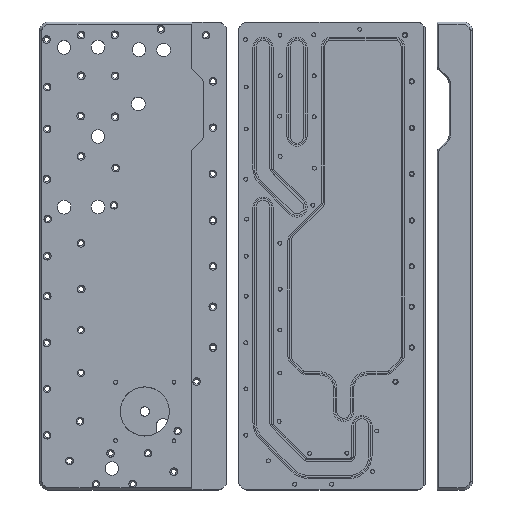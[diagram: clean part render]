
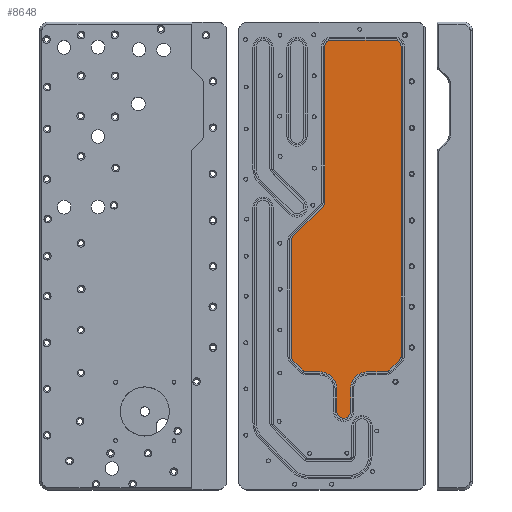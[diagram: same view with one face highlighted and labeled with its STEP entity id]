
A CAD part, top view. The second image highlights one B-rep face of the part: STEP entity #8648.
In plain terms, the highlighted planar face has unit normal (0, 0, 1).
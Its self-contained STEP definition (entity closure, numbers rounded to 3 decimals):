
#707=FACE_OUTER_BOUND('',#1244,.T.);
#1244=EDGE_LOOP('',(#6850,#6851,#6852,#6853,#6854,#6855,#6856,#6857,#6858,
#6859,#6860,#6861,#6862,#6863,#6864,#6865,#6866,#6867,#6868,#6869,#6870,
#6871));
#1772=LINE('',#13532,#2417);
#1779=LINE('',#13550,#2424);
#1781=LINE('',#13553,#2426);
#1911=LINE('',#14179,#2556);
#1914=LINE('',#14187,#2559);
#1917=LINE('',#14195,#2562);
#1918=LINE('',#14199,#2563);
#1919=LINE('',#14203,#2564);
#1920=LINE('',#14207,#2565);
#1921=LINE('',#14210,#2566);
#1922=LINE('',#14214,#2567);
#2417=VECTOR('',#10660,10.);
#2424=VECTOR('',#10675,10.);
#2426=VECTOR('',#10679,10.);
#2556=VECTOR('',#11419,10.);
#2559=VECTOR('',#11428,10.);
#2562=VECTOR('',#11437,10.);
#2563=VECTOR('',#11440,10.);
#2564=VECTOR('',#11443,10.);
#2565=VECTOR('',#11446,10.);
#2566=VECTOR('',#11449,10.);
#2567=VECTOR('',#11452,10.);
#3026=CIRCLE('',#9131,5.);
#3027=CIRCLE('',#9134,5.);
#3182=CIRCLE('',#9441,5.);
#3183=CIRCLE('',#9444,5.);
#3184=CIRCLE('',#9447,5.);
#3185=CIRCLE('',#9449,5.);
#3186=CIRCLE('',#9450,14.5);
#3187=CIRCLE('',#9451,5.9);
#3188=CIRCLE('',#9452,14.5);
#3189=CIRCLE('',#9453,5.);
#3190=CIRCLE('',#9454,5.);
#3758=VERTEX_POINT('',#13525);
#3759=VERTEX_POINT('',#13527);
#3760=VERTEX_POINT('',#13531);
#3762=VERTEX_POINT('',#13537);
#3763=VERTEX_POINT('',#13538);
#3767=VERTEX_POINT('',#13548);
#3956=VERTEX_POINT('',#14172);
#3957=VERTEX_POINT('',#14173);
#3958=VERTEX_POINT('',#14178);
#3959=VERTEX_POINT('',#14182);
#3960=VERTEX_POINT('',#14186);
#3961=VERTEX_POINT('',#14190);
#3962=VERTEX_POINT('',#14194);
#3963=VERTEX_POINT('',#14196);
#3964=VERTEX_POINT('',#14198);
#3965=VERTEX_POINT('',#14200);
#3966=VERTEX_POINT('',#14202);
#3967=VERTEX_POINT('',#14204);
#3968=VERTEX_POINT('',#14206);
#3969=VERTEX_POINT('',#14209);
#3970=VERTEX_POINT('',#14211);
#3971=VERTEX_POINT('',#14213);
#4709=EDGE_CURVE('',#3758,#3759,#3026,.F.);
#4711=EDGE_CURVE('',#3759,#3760,#1772,.T.);
#4714=EDGE_CURVE('',#3762,#3763,#3027,.T.);
#4720=EDGE_CURVE('',#3767,#3763,#1779,.T.);
#4722=EDGE_CURVE('',#3762,#3758,#1781,.T.);
#5003=EDGE_CURVE('',#3956,#3957,#3182,.T.);
#5006=EDGE_CURVE('',#3958,#3956,#1911,.T.);
#5008=EDGE_CURVE('',#3959,#3958,#3183,.T.);
#5010=EDGE_CURVE('',#3959,#3960,#1914,.T.);
#5012=EDGE_CURVE('',#3767,#3961,#3184,.T.);
#5014=EDGE_CURVE('',#3961,#3962,#1917,.T.);
#5015=EDGE_CURVE('',#3962,#3963,#3185,.T.);
#5016=EDGE_CURVE('',#3964,#3963,#1918,.T.);
#5017=EDGE_CURVE('',#3965,#3964,#3186,.F.);
#5018=EDGE_CURVE('',#3966,#3965,#1919,.T.);
#5019=EDGE_CURVE('',#3967,#3966,#3187,.T.);
#5020=EDGE_CURVE('',#3968,#3967,#1920,.T.);
#5021=EDGE_CURVE('',#3960,#3968,#3188,.F.);
#5022=EDGE_CURVE('',#3969,#3957,#1921,.T.);
#5023=EDGE_CURVE('',#3969,#3970,#3189,.T.);
#5024=EDGE_CURVE('',#3971,#3970,#1922,.T.);
#5025=EDGE_CURVE('',#3971,#3760,#3190,.T.);
#6850=ORIENTED_EDGE('',*,*,#4714,.T.);
#6851=ORIENTED_EDGE('',*,*,#4720,.F.);
#6852=ORIENTED_EDGE('',*,*,#5012,.T.);
#6853=ORIENTED_EDGE('',*,*,#5014,.T.);
#6854=ORIENTED_EDGE('',*,*,#5015,.T.);
#6855=ORIENTED_EDGE('',*,*,#5016,.F.);
#6856=ORIENTED_EDGE('',*,*,#5017,.F.);
#6857=ORIENTED_EDGE('',*,*,#5018,.F.);
#6858=ORIENTED_EDGE('',*,*,#5019,.F.);
#6859=ORIENTED_EDGE('',*,*,#5020,.F.);
#6860=ORIENTED_EDGE('',*,*,#5021,.F.);
#6861=ORIENTED_EDGE('',*,*,#5010,.F.);
#6862=ORIENTED_EDGE('',*,*,#5008,.T.);
#6863=ORIENTED_EDGE('',*,*,#5006,.T.);
#6864=ORIENTED_EDGE('',*,*,#5003,.T.);
#6865=ORIENTED_EDGE('',*,*,#5022,.F.);
#6866=ORIENTED_EDGE('',*,*,#5023,.T.);
#6867=ORIENTED_EDGE('',*,*,#5024,.F.);
#6868=ORIENTED_EDGE('',*,*,#5025,.T.);
#6869=ORIENTED_EDGE('',*,*,#4711,.F.);
#6870=ORIENTED_EDGE('',*,*,#4709,.F.);
#6871=ORIENTED_EDGE('',*,*,#4722,.F.);
#8325=PLANE('',#9448);
#8648=ADVANCED_FACE('',(#707),#8325,.F.);
#9131=AXIS2_PLACEMENT_3D('',#13528,#10655,#10656);
#9134=AXIS2_PLACEMENT_3D('',#13539,#10665,#10666);
#9441=AXIS2_PLACEMENT_3D('',#14174,#11413,#11414);
#9444=AXIS2_PLACEMENT_3D('',#14183,#11423,#11424);
#9447=AXIS2_PLACEMENT_3D('',#14191,#11432,#11433);
#9448=AXIS2_PLACEMENT_3D('',#14193,#11435,#11436);
#9449=AXIS2_PLACEMENT_3D('',#14197,#11438,#11439);
#9450=AXIS2_PLACEMENT_3D('',#14201,#11441,#11442);
#9451=AXIS2_PLACEMENT_3D('',#14205,#11444,#11445);
#9452=AXIS2_PLACEMENT_3D('',#14208,#11447,#11448);
#9453=AXIS2_PLACEMENT_3D('',#14212,#11450,#11451);
#9454=AXIS2_PLACEMENT_3D('',#14215,#11453,#11454);
#10655=DIRECTION('center_axis',(0.,0.,-1.));
#10656=DIRECTION('ref_axis',(0.924,-0.383,0.));
#10660=DIRECTION('',(0.,1.,0.));
#10665=DIRECTION('center_axis',(0.,0.,1.));
#10666=DIRECTION('ref_axis',(-0.924,0.383,0.));
#10675=DIRECTION('',(0.,1.,0.));
#10679=DIRECTION('',(0.707,0.707,0.));
#11413=DIRECTION('center_axis',(0.,0.,1.));
#11414=DIRECTION('ref_axis',(0.924,-0.383,0.));
#11419=DIRECTION('',(0.708,0.706,0.));
#11423=DIRECTION('center_axis',(0.,0.,1.));
#11424=DIRECTION('ref_axis',(0.382,-0.924,0.));
#11428=DIRECTION('',(-1.,0.,0.));
#11432=DIRECTION('center_axis',(0.,0.,1.));
#11433=DIRECTION('ref_axis',(-0.924,-0.382,0.));
#11435=DIRECTION('center_axis',(0.,0.,-1.));
#11436=DIRECTION('ref_axis',(1.,0.,0.));
#11437=DIRECTION('',(0.706,-0.708,0.));
#11438=DIRECTION('center_axis',(0.,0.,1.));
#11439=DIRECTION('ref_axis',(-0.383,-0.924,0.));
#11440=DIRECTION('',(-1.,0.,0.));
#11441=DIRECTION('center_axis',(0.,0.,-1.));
#11442=DIRECTION('ref_axis',(0.707,0.707,0.));
#11443=DIRECTION('',(0.,1.,0.));
#11444=DIRECTION('center_axis',(0.,0.,-1.));
#11445=DIRECTION('ref_axis',(1.,0.,0.));
#11446=DIRECTION('',(0.,-1.,0.));
#11447=DIRECTION('center_axis',(0.,0.,-1.));
#11448=DIRECTION('ref_axis',(-0.707,0.707,0.));
#11449=DIRECTION('',(0.,-1.,0.));
#11450=DIRECTION('center_axis',(0.,0.,1.));
#11451=DIRECTION('ref_axis',(0.707,0.707,0.));
#11452=DIRECTION('',(1.,0.,0.));
#11453=DIRECTION('center_axis',(0.,0.,1.));
#11454=DIRECTION('ref_axis',(-0.707,0.707,0.));
#13525=CARTESIAN_POINT('',(-7.581,42.419,5.));
#13527=CARTESIAN_POINT('',(-6.117,45.954,5.));
#13528=CARTESIAN_POINT('Origin',(-11.117,45.954,5.));
#13531=CARTESIAN_POINT('',(-6.117,179.268,5.));
#13532=CARTESIAN_POINT('',(-6.117,71.917,5.));
#13537=CARTESIAN_POINT('',(-33.536,16.464,5.));
#13538=CARTESIAN_POINT('',(-35.,12.929,5.));
#13539=CARTESIAN_POINT('Origin',(-30.,12.929,5.));
#13548=CARTESIAN_POINT('',(-35.,-85.643,5.));
#13550=CARTESIAN_POINT('',(-35.,-98.945,5.));
#13553=CARTESIAN_POINT('',(-35.,15.,5.));
#14172=CARTESIAN_POINT('',(57.53,-89.175,5.));
#14173=CARTESIAN_POINT('',(59.,-85.634,5.));
#14174=CARTESIAN_POINT('Origin',(54.,-85.634,5.));
#14178=CARTESIAN_POINT('',(49.194,-97.486,5.));
#14179=CARTESIAN_POINT('',(38.25,-108.396,5.));
#14182=CARTESIAN_POINT('',(45.664,-98.945,5.));
#14183=CARTESIAN_POINT('Origin',(45.664,-93.945,5.));
#14186=CARTESIAN_POINT('',(30.324,-98.945,5.));
#14187=CARTESIAN_POINT('',(59.,-98.945,5.));
#14190=CARTESIAN_POINT('',(-33.541,-89.173,5.));
#14191=CARTESIAN_POINT('Origin',(-30.,-85.643,5.));
#14193=CARTESIAN_POINT('Origin',(9.924,-98.945,5.));
#14194=CARTESIAN_POINT('',(-25.265,-97.475,5.));
#14195=CARTESIAN_POINT('',(-20.994,-101.758,5.));
#14196=CARTESIAN_POINT('',(-21.724,-98.945,5.));
#14197=CARTESIAN_POINT('Origin',(-21.724,-93.945,5.));
#14198=CARTESIAN_POINT('',(-10.476,-98.945,5.));
#14199=CARTESIAN_POINT('',(4.024,-98.945,5.));
#14200=CARTESIAN_POINT('',(4.024,-113.445,5.));
#14201=CARTESIAN_POINT('Origin',(-10.476,-113.445,5.));
#14202=CARTESIAN_POINT('',(4.024,-132.889,5.));
#14203=CARTESIAN_POINT('',(4.024,-132.889,5.));
#14204=CARTESIAN_POINT('',(15.824,-132.889,5.));
#14205=CARTESIAN_POINT('Origin',(9.924,-132.889,5.));
#14206=CARTESIAN_POINT('',(15.824,-113.445,5.));
#14207=CARTESIAN_POINT('',(15.824,-65.,5.));
#14208=CARTESIAN_POINT('Origin',(30.324,-113.445,5.));
#14209=CARTESIAN_POINT('',(59.,179.268,5.));
#14210=CARTESIAN_POINT('',(59.,184.268,5.));
#14211=CARTESIAN_POINT('',(54.,184.268,5.));
#14212=CARTESIAN_POINT('Origin',(54.,179.268,5.));
#14213=CARTESIAN_POINT('',(-1.117,184.268,5.));
#14214=CARTESIAN_POINT('',(-6.117,184.268,5.));
#14215=CARTESIAN_POINT('Origin',(-1.117,179.268,5.));
